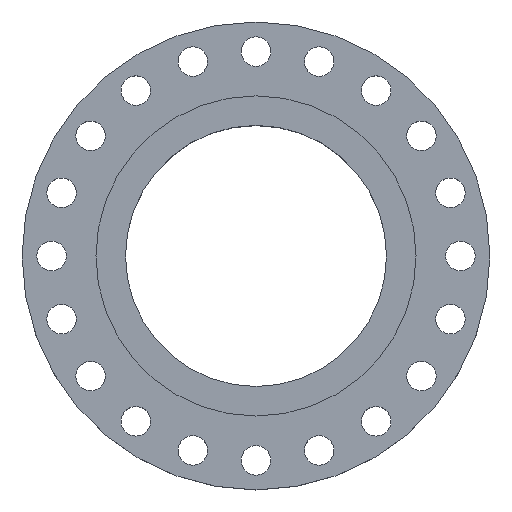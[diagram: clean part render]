
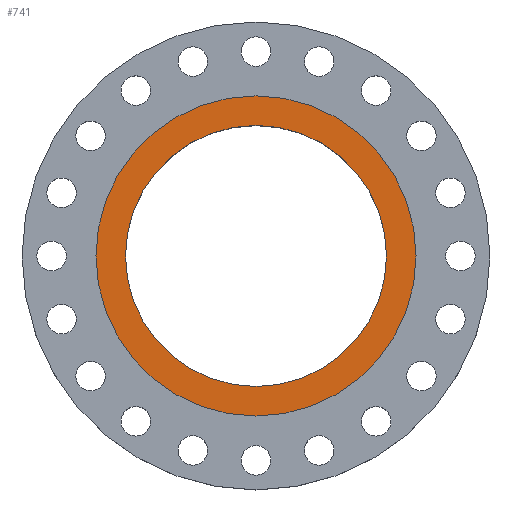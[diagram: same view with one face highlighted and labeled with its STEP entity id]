
A CAD part, top view. The second image highlights one B-rep face of the part: STEP entity #741.
In plain terms, the highlighted planar face has unit normal (0, 0, 1).
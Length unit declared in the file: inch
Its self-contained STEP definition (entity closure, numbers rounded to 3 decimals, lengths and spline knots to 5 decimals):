
#56 = DIRECTION ( 'NONE',  ( -1., 0., 0. ) ) ;
#80 = EDGE_CURVE ( 'NONE', #1513, #1898, #1863, .T. ) ;
#127 = CIRCLE ( 'NONE', #592, 6.625 ) ;
#137 = DIRECTION ( 'NONE',  ( 0., 0., 1. ) ) ;
#173 = EDGE_CURVE ( 'NONE', #1898, #1513, #127, .T. ) ;
#193 = CARTESIAN_POINT ( 'NONE',  ( 0., 0., 0. ) ) ;
#210 = DIRECTION ( 'NONE',  ( 1., 0., 0. ) ) ;
#219 = FACE_OUTER_BOUND ( 'NONE', #285, .T. ) ;
#278 = ORIENTED_EDGE ( 'NONE', *, *, #1986, .T. ) ;
#285 = EDGE_LOOP ( 'NONE', ( #1018, #278 ) ) ;
#442 = CARTESIAN_POINT ( 'NONE',  ( 0., 0., 0. ) ) ;
#496 = CARTESIAN_POINT ( 'NONE',  ( 0., 6.625, 0. ) ) ;
#527 = DIRECTION ( 'NONE',  ( 0., 0., -1. ) ) ;
#541 = EDGE_LOOP ( 'NONE', ( #1486, #1747 ) ) ;
#545 = CARTESIAN_POINT ( 'NONE',  ( -8.125, 0., 0. ) ) ;
#548 = CARTESIAN_POINT ( 'NONE',  ( 0., 0., 0. ) ) ;
#587 = AXIS2_PLACEMENT_3D ( 'NONE', #733, #1992, #1839 ) ;
#592 = AXIS2_PLACEMENT_3D ( 'NONE', #193, #1299, #210 ) ;
#640 = PLANE ( 'NONE',  #1081 ) ;
#642 = CARTESIAN_POINT ( 'NONE',  ( 6.625, 0., 0. ) ) ;
#694 = DIRECTION ( 'NONE',  ( 0., 0., 1. ) ) ;
#733 = CARTESIAN_POINT ( 'NONE',  ( 0., 0., 0. ) ) ;
#741 = ADVANCED_FACE ( 'NONE', ( #1630, #219 ), #640, .F. ) ;
#1018 = ORIENTED_EDGE ( 'NONE', *, *, #1152, .T. ) ;
#1053 = CIRCLE ( 'NONE', #587, 8.125 ) ;
#1081 = AXIS2_PLACEMENT_3D ( 'NONE', #496, #527, #56 ) ;
#1152 = EDGE_CURVE ( 'NONE', #1434, #1285, #1053, .T. ) ;
#1229 = AXIS2_PLACEMENT_3D ( 'NONE', #442, #137, #1993 ) ;
#1285 = VERTEX_POINT ( 'NONE', #545 ) ;
#1299 = DIRECTION ( 'NONE',  ( 0., 0., 1. ) ) ;
#1317 = AXIS2_PLACEMENT_3D ( 'NONE', #548, #694, #1784 ) ;
#1434 = VERTEX_POINT ( 'NONE', #1763 ) ;
#1486 = ORIENTED_EDGE ( 'NONE', *, *, #173, .F. ) ;
#1513 = VERTEX_POINT ( 'NONE', #1646 ) ;
#1630 = FACE_BOUND ( 'NONE', #541, .T. ) ;
#1646 = CARTESIAN_POINT ( 'NONE',  ( -6.625, 0., 0. ) ) ;
#1747 = ORIENTED_EDGE ( 'NONE', *, *, #80, .F. ) ;
#1763 = CARTESIAN_POINT ( 'NONE',  ( 8.125, 0., 0. ) ) ;
#1784 = DIRECTION ( 'NONE',  ( 1., 0., 0. ) ) ;
#1817 = CIRCLE ( 'NONE', #1317, 8.125 ) ;
#1839 = DIRECTION ( 'NONE',  ( 1., 0., 0. ) ) ;
#1863 = CIRCLE ( 'NONE', #1229, 6.625 ) ;
#1898 = VERTEX_POINT ( 'NONE', #642 ) ;
#1986 = EDGE_CURVE ( 'NONE', #1285, #1434, #1817, .T. ) ;
#1992 = DIRECTION ( 'NONE',  ( 0., 0., 1. ) ) ;
#1993 = DIRECTION ( 'NONE',  ( 1., 0., 0. ) ) ;
